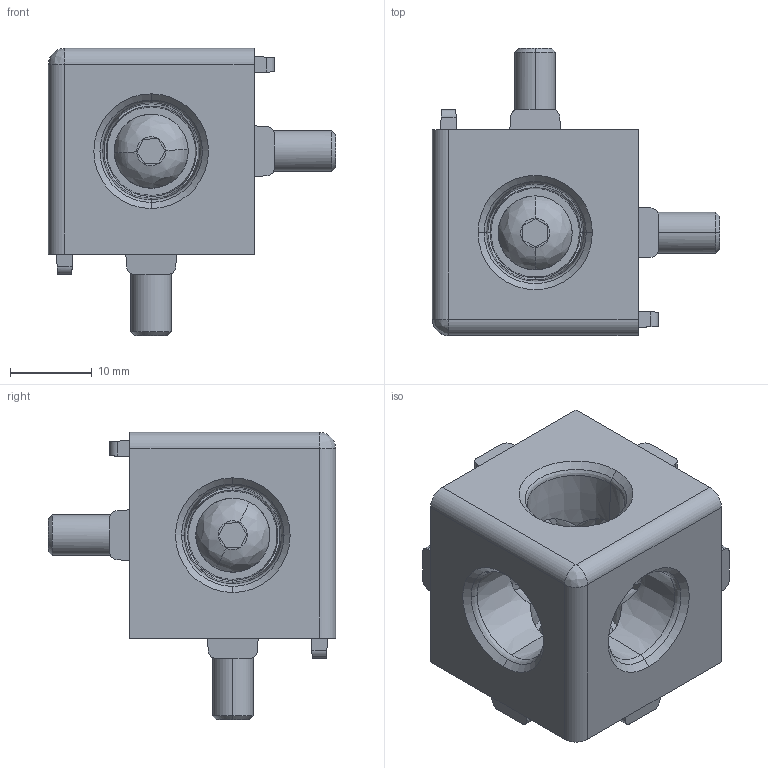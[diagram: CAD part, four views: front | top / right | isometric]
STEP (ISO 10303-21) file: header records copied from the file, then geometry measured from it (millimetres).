
FILE_DESCRIPTION (( 'STEP AP214' ), '1' );
FILE_NAME ('093ww252n06s01.STEP', '2014-09-09T06:54:41', ( '' ), ( '' ), 'SwSTEP 2.0', 'SolidWorks 2014', '' );
FILE_SCHEMA (( 'AUTOMOTIVE_DESIGN' ));
Length unit declared in the file: inch
Products named in the file (1): 093ww252n06s01
Bounding box: 35.2 x 35.2 x 35.2 mm (x, y, z)
Volume: 10734.8 mm3; surface area: 7137.6 mm2
Topology: 4 solids, 4 shells, 288 faces, 699 edges, 420 vertices
Faces by surface type: plane 106, cylinder 90, bspline 68, cone 24
Entity records: 13634 total; most frequent: CARTESIAN_POINT 3420, ORIENTED_EDGE 1378, DIRECTION 1297, EDGE_CURVE 689, AXIS2_PLACEMENT_3D 467, VERTEX_POINT 420, VECTOR 363, LINE 363
